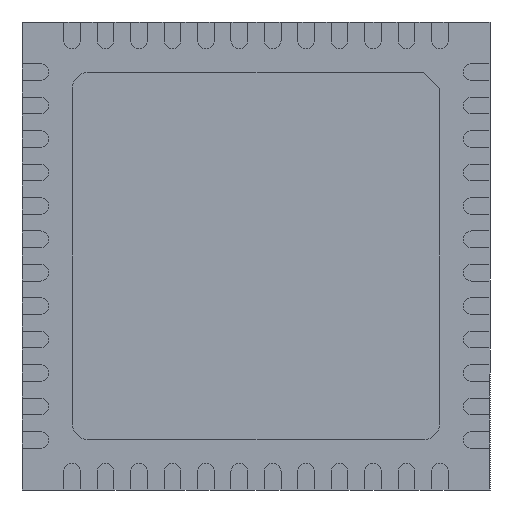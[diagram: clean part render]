
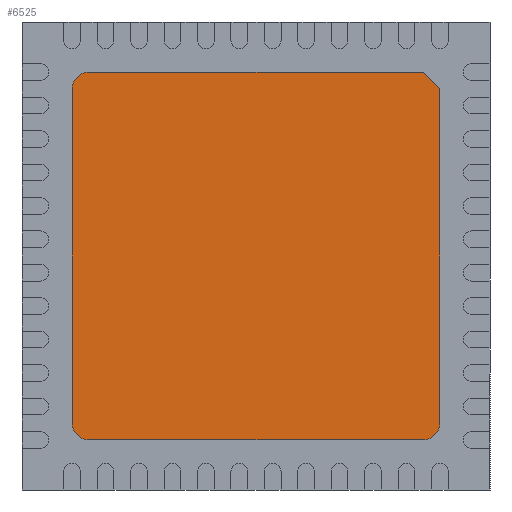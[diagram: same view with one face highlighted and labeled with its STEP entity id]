
A CAD part, front view. The second image highlights one B-rep face of the part: STEP entity #6525.
In plain terms, the highlighted planar face has unit normal (0, -1, 0).
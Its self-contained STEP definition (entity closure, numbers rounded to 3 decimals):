
#25 = LINE ( 'NONE', #5751, #7493 ) ;
#122 = CARTESIAN_POINT ( 'NONE',  ( -2.5, -0.1, 2.5 ) ) ;
#279 = LINE ( 'NONE', #1971, #627 ) ;
#316 = CIRCLE ( 'NONE', #1394, 0.25 ) ;
#553 = ORIENTED_EDGE ( 'NONE', *, *, #568, .T. ) ;
#568 = EDGE_CURVE ( 'NONE', #4045, #5641, #4775, .T. ) ;
#627 = VECTOR ( 'NONE', #871, 1000. ) ;
#790 = VECTOR ( 'NONE', #2404, 1000. ) ;
#826 = ORIENTED_EDGE ( 'NONE', *, *, #4847, .T. ) ;
#871 = DIRECTION ( 'NONE',  ( -0.707, 0., 0.707 ) ) ;
#1339 = AXIS2_PLACEMENT_3D ( 'NONE', #6780, #3277, #6211 ) ;
#1394 = AXIS2_PLACEMENT_3D ( 'NONE', #7515, #2784, #5792 ) ;
#1403 = CARTESIAN_POINT ( 'NONE',  ( 2.5, -0.1, -2.75 ) ) ;
#1443 = ORIENTED_EDGE ( 'NONE', *, *, #5645, .T. ) ;
#1971 = CARTESIAN_POINT ( 'NONE',  ( 2.5, -0.1, 2.75 ) ) ;
#2030 = ORIENTED_EDGE ( 'NONE', *, *, #6698, .F. ) ;
#2101 = VERTEX_POINT ( 'NONE', #4694 ) ;
#2305 = EDGE_LOOP ( 'NONE', ( #6477, #1443, #826, #2030, #2614, #5225, #553, #2678 ) ) ;
#2404 = DIRECTION ( 'NONE',  ( -1., 0., 0. ) ) ;
#2590 = VECTOR ( 'NONE', #4811, 1000. ) ;
#2614 = ORIENTED_EDGE ( 'NONE', *, *, #4740, .T. ) ;
#2678 = ORIENTED_EDGE ( 'NONE', *, *, #4759, .F. ) ;
#2770 = VERTEX_POINT ( 'NONE', #3699 ) ;
#2784 = DIRECTION ( 'NONE',  ( 0., 1., 0. ) ) ;
#2967 = LINE ( 'NONE', #5292, #790 ) ;
#3087 = CARTESIAN_POINT ( 'NONE',  ( -2.75, -0.1, 2.5 ) ) ;
#3206 = AXIS2_PLACEMENT_3D ( 'NONE', #6324, #6937, #4641 ) ;
#3238 = FACE_OUTER_BOUND ( 'NONE', #2305, .T. ) ;
#3277 = DIRECTION ( 'NONE',  ( 0., 1., 0. ) ) ;
#3699 = CARTESIAN_POINT ( 'NONE',  ( -2.5, -0.1, 2.75 ) ) ;
#3816 = CIRCLE ( 'NONE', #3206, 0.25 ) ;
#4045 = VERTEX_POINT ( 'NONE', #4203 ) ;
#4203 = CARTESIAN_POINT ( 'NONE',  ( -2.5, -0.1, -2.75 ) ) ;
#4565 = DIRECTION ( 'NONE',  ( 0., 0., 1. ) ) ;
#4619 = EDGE_CURVE ( 'NONE', #6390, #7216, #25, .T. ) ;
#4641 = DIRECTION ( 'NONE',  ( 0., 0., 1. ) ) ;
#4648 = CARTESIAN_POINT ( 'NONE',  ( 2.5, -0.1, 2.75 ) ) ;
#4694 = CARTESIAN_POINT ( 'NONE',  ( -2.75, -0.1, -2.5 ) ) ;
#4731 = DIRECTION ( 'NONE',  ( 0., 1., 0. ) ) ;
#4740 = EDGE_CURVE ( 'NONE', #7125, #2101, #6403, .T. ) ;
#4744 = CIRCLE ( 'NONE', #5475, 0.25 ) ;
#4759 = EDGE_CURVE ( 'NONE', #6390, #5641, #316, .T. ) ;
#4775 = LINE ( 'NONE', #5352, #2590 ) ;
#4784 = EDGE_CURVE ( 'NONE', #4045, #2101, #3816, .T. ) ;
#4811 = DIRECTION ( 'NONE',  ( 1., 0., 0. ) ) ;
#4847 = EDGE_CURVE ( 'NONE', #7006, #2770, #2967, .T. ) ;
#5099 = DIRECTION ( 'NONE',  ( 0., 0., -1. ) ) ;
#5225 = ORIENTED_EDGE ( 'NONE', *, *, #4784, .F. ) ;
#5292 = CARTESIAN_POINT ( 'NONE',  ( -2.5, -0.1, 2.75 ) ) ;
#5352 = CARTESIAN_POINT ( 'NONE',  ( -2.5, -0.1, -2.75 ) ) ;
#5475 = AXIS2_PLACEMENT_3D ( 'NONE', #122, #4731, #7144 ) ;
#5641 = VERTEX_POINT ( 'NONE', #1403 ) ;
#5645 = EDGE_CURVE ( 'NONE', #7216, #7006, #279, .T. ) ;
#5751 = CARTESIAN_POINT ( 'NONE',  ( 2.75, -0.1, 2.5 ) ) ;
#5755 = CARTESIAN_POINT ( 'NONE',  ( -2.75, -0.1, 2.5 ) ) ;
#5792 = DIRECTION ( 'NONE',  ( 0., 0., 1. ) ) ;
#6211 = DIRECTION ( 'NONE',  ( 0., 0., 1. ) ) ;
#6324 = CARTESIAN_POINT ( 'NONE',  ( -2.5, -0.1, -2.5 ) ) ;
#6390 = VERTEX_POINT ( 'NONE', #6638 ) ;
#6403 = LINE ( 'NONE', #5755, #7231 ) ;
#6477 = ORIENTED_EDGE ( 'NONE', *, *, #4619, .T. ) ;
#6525 = ADVANCED_FACE ( 'NONE', ( #3238 ), #6746, .F. ) ;
#6638 = CARTESIAN_POINT ( 'NONE',  ( 2.75, -0.1, -2.5 ) ) ;
#6698 = EDGE_CURVE ( 'NONE', #7125, #2770, #4744, .T. ) ;
#6746 = PLANE ( 'NONE',  #1339 ) ;
#6780 = CARTESIAN_POINT ( 'NONE',  ( 2.5, -0.1, -2.5 ) ) ;
#6937 = DIRECTION ( 'NONE',  ( 0., 1., 0. ) ) ;
#6955 = CARTESIAN_POINT ( 'NONE',  ( 2.75, -0.1, 2.5 ) ) ;
#7006 = VERTEX_POINT ( 'NONE', #4648 ) ;
#7125 = VERTEX_POINT ( 'NONE', #3087 ) ;
#7144 = DIRECTION ( 'NONE',  ( 0., 0., 1. ) ) ;
#7216 = VERTEX_POINT ( 'NONE', #6955 ) ;
#7231 = VECTOR ( 'NONE', #5099, 1000. ) ;
#7493 = VECTOR ( 'NONE', #4565, 1000. ) ;
#7515 = CARTESIAN_POINT ( 'NONE',  ( 2.5, -0.1, -2.5 ) ) ;
